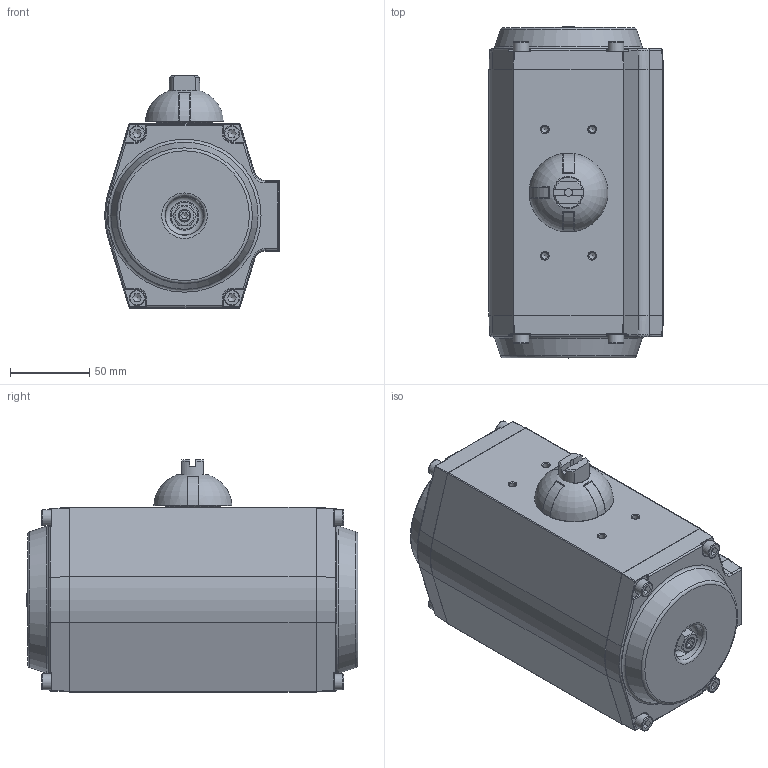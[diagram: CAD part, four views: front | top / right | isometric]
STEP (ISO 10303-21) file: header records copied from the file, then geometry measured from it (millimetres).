
FILE_DESCRIPTION(/* description */ ('Unknown'),/* implementation_level */ '2;1');
FILE_NAME(/* name */ 'GTA-92x90',/* time_stamp */ '2018-10-01T11:19:03+02:00',/* author */ ('Unknown'),/* organization */ ('Unknown'),/* preprocessor_version */ 'ST-DEVELOPER v16.7',/* originating_system */ 'DEX',/* authorisation */ $);
FILE_SCHEMA (('AUTOMOTIVE_DESIGN {1 0 10303 214 3 1 1}'));
Length unit declared in the file: millimetre
Products named in the file (1): GTA-92x90
Bounding box: 110.5 x 210 x 147 mm (x, y, z)
Surface area: 128882.4 mm2 (no closed solid volume)
Topology: 0 solids, 25 shells, 511 faces, 1544 edges, 1036 vertices
Faces by surface type: plane 214, cylinder 156, cone 80, torus 45, bspline 16
Full cylindrical faces by diameter (mm): 4.2 x9, 4.917 x1, 5 x5, 6.8 x4, 8 x1, 8.7 x2, 10 x8, 17 x2, 19.5 x1, 23 x1, 35 x1, 37.3 x1
Entity records: 17874 total; most frequent: CARTESIAN_POINT 4503, DIRECTION 2660, ORIENTED_EDGE 2327, EDGE_CURVE 1339, AXIS2_PLACEMENT_3D 1012, VERTEX_POINT 979, FACE_BOUND 697, EDGE_LOOP 670
